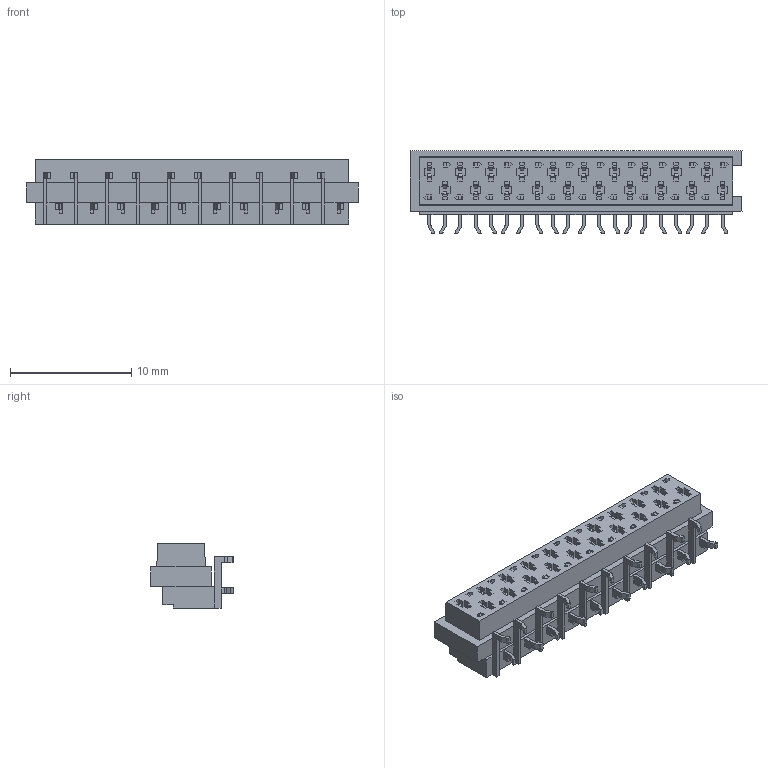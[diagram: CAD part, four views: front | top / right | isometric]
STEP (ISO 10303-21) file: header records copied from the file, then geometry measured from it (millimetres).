
FILE_DESCRIPTION (( 'STEP AP214' ), '1' );
FILE_NAME ('c-2-215460-0-h-3d.STEP', '2012-12-05T13:38:10', ( 'Master' ), ( '' ), 'SwSTEP 2.0', 'SolidWorks 2010', '' );
FILE_SCHEMA (( 'AUTOMOTIVE_DESIGN' ));
Length unit declared in the file: millimetre
Products named in the file (1): c-2-215460-0-h-3d
Bounding box: 27.33 x 6.8 x 5.3 mm (x, y, z)
Volume: 590.2 mm3; surface area: 877.6 mm2
Topology: 1 solids, 1 shells, 1037 faces, 2813 edges, 1868 vertices
Faces by surface type: plane 912, cylinder 120, bspline 5
Entity records: 32305 total; most frequent: CARTESIAN_POINT 5894, ORIENTED_EDGE 5626, DIRECTION 5099, EDGE_CURVE 2813, LINE 2553, VECTOR 2553, VERTEX_POINT 1868, AXIS2_PLACEMENT_3D 1273
